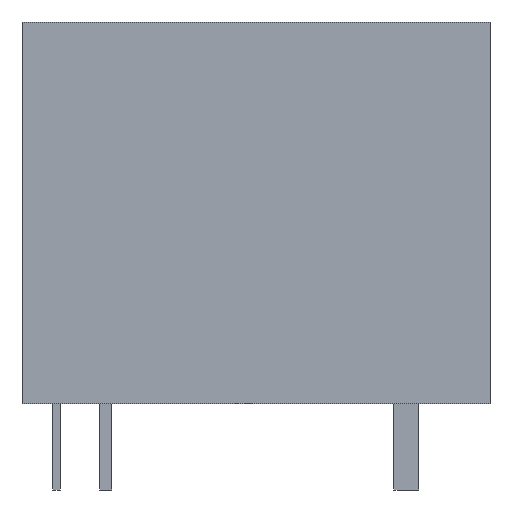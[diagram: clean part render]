
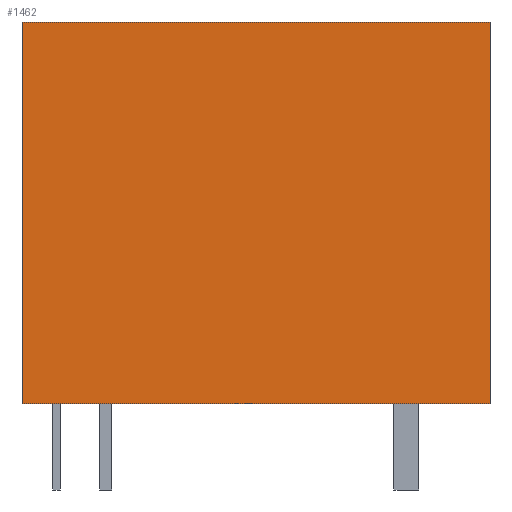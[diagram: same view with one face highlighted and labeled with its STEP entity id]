
A CAD part, front view. The second image highlights one B-rep face of the part: STEP entity #1462.
In plain terms, the highlighted planar face has unit normal (0, -1, 0).
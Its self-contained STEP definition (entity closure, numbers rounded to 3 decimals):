
#234 = VECTOR ( 'NONE', #10448, 1000. ) ;
#474 = EDGE_CURVE ( 'NONE', #5043, #11254, #5255, .T. ) ;
#583 = CARTESIAN_POINT ( 'NONE',  ( 9.5, -7.6, 15.5 ) ) ;
#942 = EDGE_CURVE ( 'NONE', #8502, #11254, #11378, .T. ) ;
#1223 = EDGE_CURVE ( 'NONE', #13262, #5043, #8051, .T. ) ;
#1462 = ADVANCED_FACE ( 'NONE', ( #7468 ), #6527, .F. ) ;
#1478 = VECTOR ( 'NONE', #4176, 1000. ) ;
#1597 = ORIENTED_EDGE ( 'NONE', *, *, #6243, .F. ) ;
#1940 = DIRECTION ( 'NONE',  ( -1., 0., 0. ) ) ;
#2048 = ORIENTED_EDGE ( 'NONE', *, *, #1223, .T. ) ;
#2085 = VECTOR ( 'NONE', #7185, 1000. ) ;
#3412 = CARTESIAN_POINT ( 'NONE',  ( -9.5, -7.6, 0. ) ) ;
#3611 = CARTESIAN_POINT ( 'NONE',  ( -9.5, -7.6, 15.5 ) ) ;
#4176 = DIRECTION ( 'NONE',  ( 1., 0., 0. ) ) ;
#5043 = VERTEX_POINT ( 'NONE', #3412 ) ;
#5255 = LINE ( 'NONE', #14012, #1478 ) ;
#5379 = ORIENTED_EDGE ( 'NONE', *, *, #942, .F. ) ;
#6243 = EDGE_CURVE ( 'NONE', #13262, #8502, #7107, .T. ) ;
#6527 = PLANE ( 'NONE',  #12444 ) ;
#7107 = LINE ( 'NONE', #583, #2085 ) ;
#7185 = DIRECTION ( 'NONE',  ( 1., 0., 0. ) ) ;
#7322 = DIRECTION ( 'NONE',  ( 0., 1., 0. ) ) ;
#7468 = FACE_OUTER_BOUND ( 'NONE', #8589, .T. ) ;
#7980 = DIRECTION ( 'NONE',  ( 0., 0., -1. ) ) ;
#8051 = LINE ( 'NONE', #3611, #14055 ) ;
#8502 = VERTEX_POINT ( 'NONE', #9541 ) ;
#8589 = EDGE_LOOP ( 'NONE', ( #14061, #5379, #1597, #2048 ) ) ;
#9541 = CARTESIAN_POINT ( 'NONE',  ( 9.5, -7.6, 15.5 ) ) ;
#10378 = CARTESIAN_POINT ( 'NONE',  ( 9.5, -7.6, 15.5 ) ) ;
#10448 = DIRECTION ( 'NONE',  ( 0., 0., -1. ) ) ;
#11254 = VERTEX_POINT ( 'NONE', #13264 ) ;
#11378 = LINE ( 'NONE', #10378, #234 ) ;
#11575 = CARTESIAN_POINT ( 'NONE',  ( -9.5, -7.6, 15.5 ) ) ;
#12444 = AXIS2_PLACEMENT_3D ( 'NONE', #12929, #7322, #1940 ) ;
#12929 = CARTESIAN_POINT ( 'NONE',  ( 9.5, -7.6, 15.5 ) ) ;
#13262 = VERTEX_POINT ( 'NONE', #11575 ) ;
#13264 = CARTESIAN_POINT ( 'NONE',  ( 9.5, -7.6, 0. ) ) ;
#14012 = CARTESIAN_POINT ( 'NONE',  ( 9.5, -7.6, 0. ) ) ;
#14055 = VECTOR ( 'NONE', #7980, 1000. ) ;
#14061 = ORIENTED_EDGE ( 'NONE', *, *, #474, .T. ) ;
